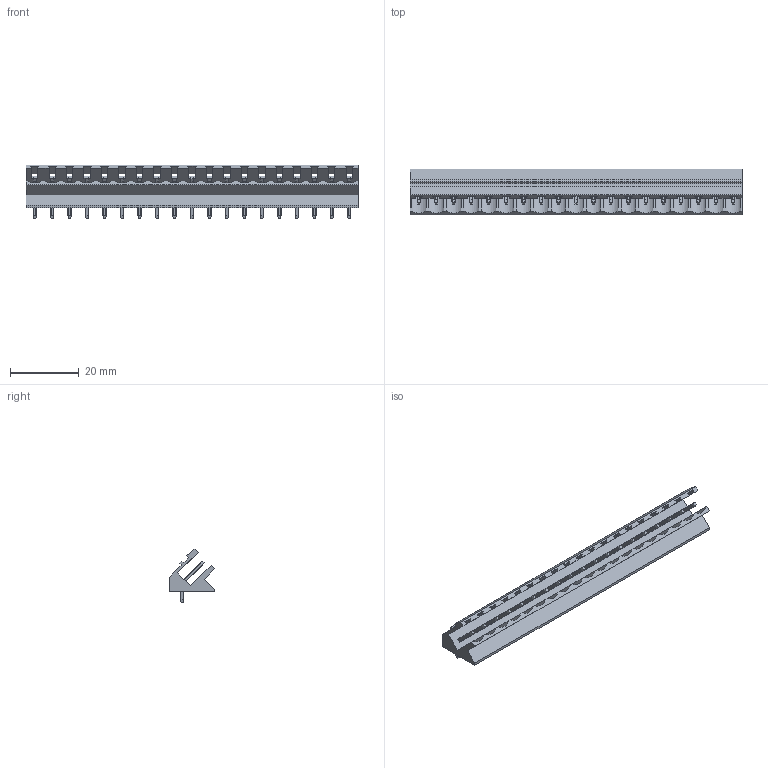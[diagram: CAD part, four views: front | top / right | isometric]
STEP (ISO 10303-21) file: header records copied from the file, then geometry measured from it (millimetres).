
FILE_DESCRIPTION(('CATIA V5 STEP Exchange','CAx-IF Rec.Pracs.--- Model Styling and Organization---1.2---2011-12-15'),'2;1');
FILE_NAME ('D1453163_0_1603230000_1603230000.stp','2018-10-10T07:32:43+00:00',('none'),('Weidmueller'),'CATIA Version 5-6 Release 2014','CATIA V5 STEP AP214','none');
FILE_SCHEMA(('AUTOMOTIVE_DESIGN { 1 0 10303 214 1 1 1 1 }'));
Length unit declared in the file: millimetre
Products named in the file (1): 1603230000
Bounding box: 96.52 x 13.3 x 15.67 mm (x, y, z)
Volume: 5894.9 mm3; surface area: 7818.7 mm2
Topology: 20 solids, 20 shells, 952 faces, 2624 edges, 1674 vertices
Faces by surface type: plane 627, cylinder 325
Entity records: 33648 total; most frequent: CARTESIAN_POINT 11613, ORIENTED_EDGE 5248, DIRECTION 3420, EDGE_CURVE 2624, VECTOR 1974, LINE 1974, VERTEX_POINT 1674, EDGE_LOOP 990
